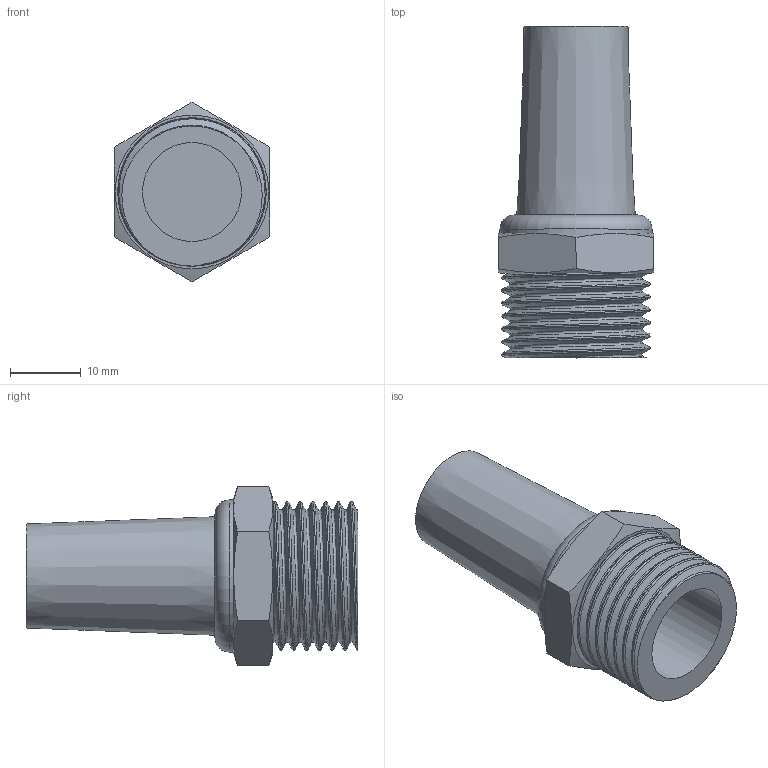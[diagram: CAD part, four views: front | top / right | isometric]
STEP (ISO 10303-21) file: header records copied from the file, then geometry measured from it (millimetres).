
FILE_DESCRIPTION(/* description */ ('Unknown'),/* implementation_level */ '2;1');
FILE_NAME(/* name */ '6.06.12',/* time_stamp */ '2022-07-18T09:23:49-04:00',/* author */ ('Unknown'),/* organization */ ('Unknown'),/* preprocessor_version */ 'ST-DEVELOPER v18.1',/* originating_system */ 'Solid Edge',/* authorisation */ 'Unknown');
FILE_SCHEMA (('AUTOMOTIVE_DESIGN {1 0 10303 214 3 1 1}'));
Length unit declared in the file: millimetre
Products named in the file (1): 6.06.12
Bounding box: 22 x 46.9 x 25.4 mm (x, y, z)
Volume: 5488.8 mm3; surface area: 5785.9 mm2
Topology: 1 solids, 1 shells, 24 faces, 52 edges, 34 vertices
Faces by surface type: plane 12, bspline 5, cylinder 3, cone 3, torus 1
Full cylindrical faces by diameter (mm): 14 x1, 21.5 x1
Entity records: 5620 total; most frequent: CARTESIAN_POINT 5163, ORIENTED_EDGE 90, DIRECTION 68, EDGE_CURVE 45, EDGE_LOOP 34, FACE_BOUND 34, VERTEX_POINT 33, AXIS2_PLACEMENT_3D 31
